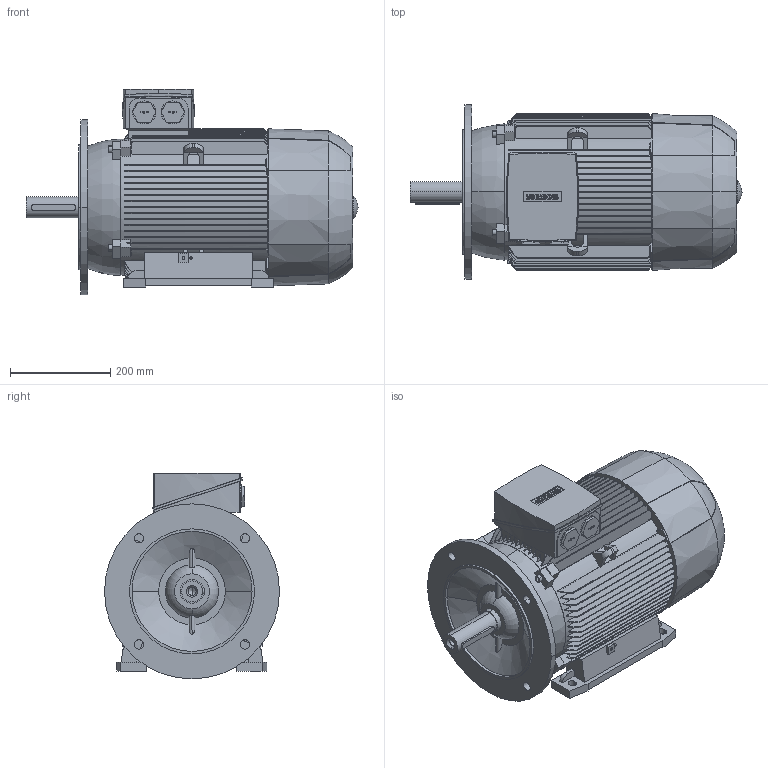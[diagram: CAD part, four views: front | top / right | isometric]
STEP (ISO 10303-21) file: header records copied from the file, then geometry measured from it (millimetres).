
FILE_DESCRIPTION(('STEP AP214'),'1');
FILE_NAME('cctmp_2306C2F9-5965-4F62-B08E-6D8CEE07625A_2023_06_27_10_33_22_0754..stp','2023-06-27T08:33:23',('SIEMENS A&D'),('CADClick - www.CADClick.com'),'Spatial InterOp 3D',' ','unknown authorization');
FILE_SCHEMA(('AUTOMOTIVE_DESIGN'));
Length unit declared in the file: millimetre
Products named in the file (1): 2023_06_27_10_33_22_0739
Bounding box: 664 x 350 x 411.5 mm (x, y, z)
Volume: 37972305 mm3; surface area: 1619085 mm2
Topology: 1 solids, 1 shells, 1040 faces, 2960 edges, 1958 vertices
Faces by surface type: plane 633, cylinder 247, torus 140, cone 20
Entity records: 49907 total; most frequent: CARTESIAN_POINT 14918, ORIENTED_EDGE 5912, DIRECTION 5140, EDGE_CURVE 2956, VERTEX_POINT 1958, LINE 1770, VECTOR 1770, AXIS2_PLACEMENT_3D 1685
